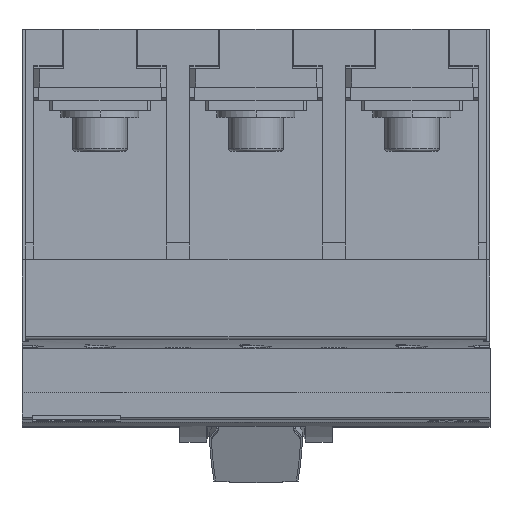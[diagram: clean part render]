
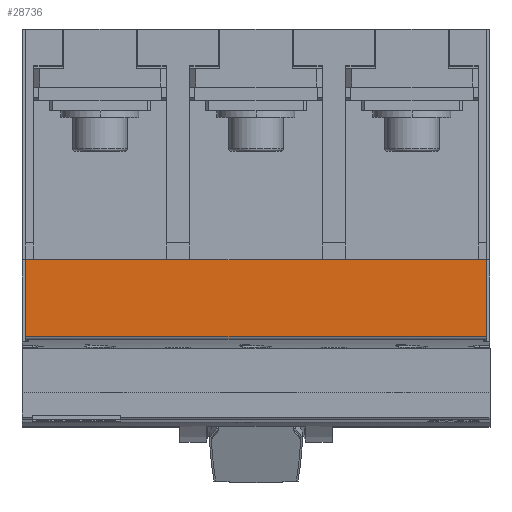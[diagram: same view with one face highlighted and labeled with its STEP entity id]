
A CAD part, top view. The second image highlights one B-rep face of the part: STEP entity #28736.
In plain terms, the highlighted planar face has unit normal (0, 0, 1).
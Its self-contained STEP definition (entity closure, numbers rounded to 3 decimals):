
#11176=VERTEX_POINT('',#33031);
#11654=EDGE_CURVE('',#12254,#15318,#33548,.T.);
#12254=VERTEX_POINT('',#34225);
#15318=VERTEX_POINT('',#37563);
#23820=VERTEX_POINT('',#46871);
#24394=EDGE_CURVE('',#15318,#11176,#47521,.T.);
#26018=EDGE_CURVE('',#11176,#23820,#49292,.T.);
#26892=EDGE_CURVE('',#12254,#23820,#50249,.T.);
#28736=ADVANCED_FACE('',(#52258),#52259,.T.);
#33031=CARTESIAN_POINT('',(-67.93,-68.,121.992));
#33548=LINE('',#57833,#57834);
#34225=CARTESIAN_POINT('',(67.96,-90.652,121.992));
#37563=CARTESIAN_POINT('',(67.96,-68.,121.992));
#46871=CARTESIAN_POINT('',(-67.93,-90.652,121.992));
#47521=LINE('',#78056,#78057);
#49292=LINE('',#80620,#80621);
#50249=LINE('',#82014,#82015);
#52258=FACE_OUTER_BOUND('',#84916,.T.);
#52259=PLANE('',#84917);
#57833=CARTESIAN_POINT('',(67.96,-81.,121.992));
#57834=VECTOR('',#92095,1.0);
#78056=CARTESIAN_POINT('',(68.995,-68.,121.992));
#78057=VECTOR('',#107092,1.0);
#80620=CARTESIAN_POINT('',(-67.93,-81.,121.992));
#80621=VECTOR('',#108906,1.0);
#82014=CARTESIAN_POINT('',(68.995,-90.652,121.992));
#82015=VECTOR('',#109896,1.0);
#84916=EDGE_LOOP('',(#111868,#111869,#111870,#111871));
#84917=AXIS2_PLACEMENT_3D('',#111872,#111873,#111874);
#92095=DIRECTION('',(0.0,1.0,-0.0));
#107092=DIRECTION('',(-1.0,0.0,0.0));
#108906=DIRECTION('',(0.0,-1.0,0.0));
#109896=DIRECTION('',(-1.0,0.0,0.0));
#111868=ORIENTED_EDGE('',*,*,#26018,.T.);
#111869=ORIENTED_EDGE('',*,*,#26892,.F.);
#111870=ORIENTED_EDGE('',*,*,#11654,.T.);
#111871=ORIENTED_EDGE('',*,*,#24394,.T.);
#111872=CARTESIAN_POINT('',(68.995,-68.,121.992));
#111873=DIRECTION('',(0.0,-0.0,1.0));
#111874=DIRECTION('',(0.0,1.0,0.0));
